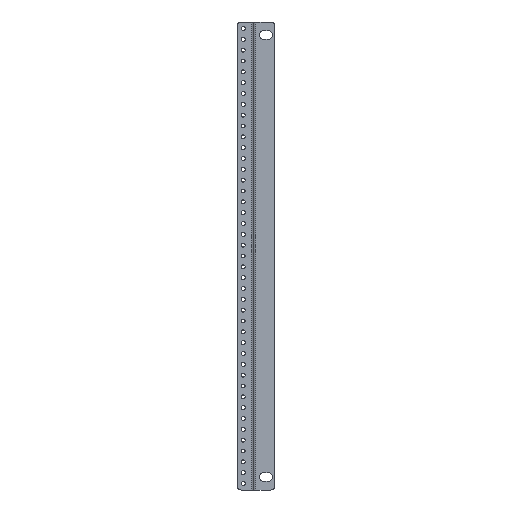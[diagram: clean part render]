
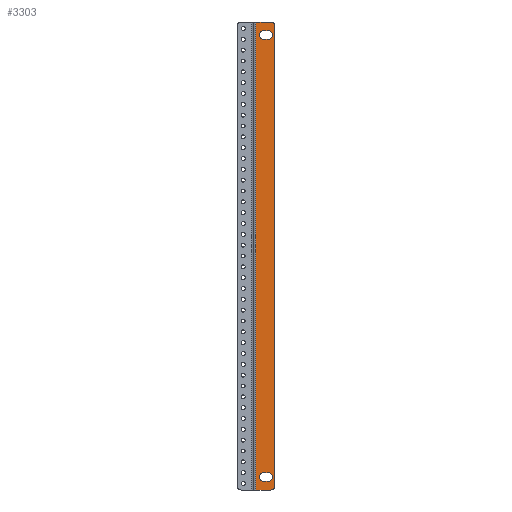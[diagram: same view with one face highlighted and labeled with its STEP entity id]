
A CAD part, front view. The second image highlights one B-rep face of the part: STEP entity #3303.
In plain terms, the highlighted planar face has unit normal (0, -1, 0).
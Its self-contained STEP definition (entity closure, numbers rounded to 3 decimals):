
#46 = VECTOR ( 'NONE', #3584, 1000. ) ;
#78 = LINE ( 'NONE', #778, #1430 ) ;
#114 = DIRECTION ( 'NONE',  ( 0., -1., 0. ) ) ;
#187 = CARTESIAN_POINT ( 'NONE',  ( 33.5, -20., -265. ) ) ;
#206 = CIRCLE ( 'NONE', #1041, 5. ) ;
#208 = VERTEX_POINT ( 'NONE', #3615 ) ;
#216 = CARTESIAN_POINT ( 'NONE',  ( 33.5, -20., -265. ) ) ;
#254 = LINE ( 'NONE', #3881, #1699 ) ;
#274 = CARTESIAN_POINT ( 'NONE',  ( 33.5, -20., 265. ) ) ;
#295 = PLANE ( 'NONE',  #1996 ) ;
#359 = ORIENTED_EDGE ( 'NONE', *, *, #1757, .T. ) ;
#421 = DIRECTION ( 'NONE',  ( -1., 0., 0. ) ) ;
#503 = ORIENTED_EDGE ( 'NONE', *, *, #2475, .F. ) ;
#508 = CARTESIAN_POINT ( 'NONE',  ( 28.5, -20., 270. ) ) ;
#512 = ORIENTED_EDGE ( 'NONE', *, *, #2352, .F. ) ;
#545 = VERTEX_POINT ( 'NONE', #1063 ) ;
#608 = DIRECTION ( 'NONE',  ( 1., 0., 0. ) ) ;
#665 = VERTEX_POINT ( 'NONE', #984 ) ;
#725 = ORIENTED_EDGE ( 'NONE', *, *, #3475, .T. ) ;
#748 = VECTOR ( 'NONE', #421, 1000. ) ;
#756 = DIRECTION ( 'NONE',  ( 0., 0., 1. ) ) ;
#778 = CARTESIAN_POINT ( 'NONE',  ( 0., -20., 270. ) ) ;
#779 = VERTEX_POINT ( 'NONE', #2566 ) ;
#800 = DIRECTION ( 'NONE',  ( 0., 1., 0. ) ) ;
#839 = CARTESIAN_POINT ( 'NONE',  ( 28.5, -20., 270. ) ) ;
#906 = VECTOR ( 'NONE', #1706, 1000. ) ;
#909 = ORIENTED_EDGE ( 'NONE', *, *, #3077, .T. ) ;
#936 = DIRECTION ( 'NONE',  ( 1., 0., 0. ) ) ;
#963 = LINE ( 'NONE', #3906, #3374 ) ;
#965 = DIRECTION ( 'NONE',  ( 0., 0., 1. ) ) ;
#984 = CARTESIAN_POINT ( 'NONE',  ( 20.7, -20., 250. ) ) ;
#993 = ORIENTED_EDGE ( 'NONE', *, *, #1399, .T. ) ;
#1036 = CARTESIAN_POINT ( 'NONE',  ( 20.7, -20., 260. ) ) ;
#1041 = AXIS2_PLACEMENT_3D ( 'NONE', #1760, #1414, #756 ) ;
#1063 = CARTESIAN_POINT ( 'NONE',  ( 25.7, -20., -260. ) ) ;
#1087 = EDGE_CURVE ( 'NONE', #2383, #665, #2219, .T. ) ;
#1137 = DIRECTION ( 'NONE',  ( 0., 0., 1. ) ) ;
#1230 = VECTOR ( 'NONE', #2271, 1000. ) ;
#1398 = EDGE_LOOP ( 'NONE', ( #3986, #1968, #725, #1403, #359, #503 ) ) ;
#1399 = EDGE_CURVE ( 'NONE', #1645, #3773, #254, .T. ) ;
#1403 = ORIENTED_EDGE ( 'NONE', *, *, #3143, .T. ) ;
#1414 = DIRECTION ( 'NONE',  ( 0., 1., 0. ) ) ;
#1430 = VECTOR ( 'NONE', #3398, 1000. ) ;
#1455 = VERTEX_POINT ( 'NONE', #1891 ) ;
#1457 = LINE ( 'NONE', #3015, #748 ) ;
#1462 = VERTEX_POINT ( 'NONE', #187 ) ;
#1472 = B_SPLINE_CURVE_WITH_KNOTS ( 'NONE', 3,
 ( #274, #2163, #2535, #508 ),
 .UNSPECIFIED., .F., .F.,
 ( 4, 4 ),
 ( 0., 1. ),
 .UNSPECIFIED. ) ;
#1486 = CARTESIAN_POINT ( 'NONE',  ( 11.5, -20., 270. ) ) ;
#1506 = EDGE_CURVE ( 'NONE', #1455, #1462, #3504, .T. ) ;
#1577 = CARTESIAN_POINT ( 'NONE',  ( 11.5, -20., 270. ) ) ;
#1645 = VERTEX_POINT ( 'NONE', #1036 ) ;
#1650 = CARTESIAN_POINT ( 'NONE',  ( 33.5, -20., 0. ) ) ;
#1657 = CIRCLE ( 'NONE', #1790, 5. ) ;
#1687 = EDGE_CURVE ( 'NONE', #3914, #3423, #1457, .T. ) ;
#1699 = VECTOR ( 'NONE', #936, 1000. ) ;
#1706 = DIRECTION ( 'NONE',  ( 0., 0., 1. ) ) ;
#1757 = EDGE_CURVE ( 'NONE', #3631, #2781, #78, .T. ) ;
#1760 = CARTESIAN_POINT ( 'NONE',  ( 25.7, -20., 255. ) ) ;
#1790 = AXIS2_PLACEMENT_3D ( 'NONE', #2429, #800, #2101 ) ;
#1805 = ORIENTED_EDGE ( 'NONE', *, *, #2189, .F. ) ;
#1891 = CARTESIAN_POINT ( 'NONE',  ( 28.5, -20., -270. ) ) ;
#1928 = FACE_BOUND ( 'NONE', #3068, .T. ) ;
#1968 = ORIENTED_EDGE ( 'NONE', *, *, #1506, .T. ) ;
#1985 = VECTOR ( 'NONE', #965, 1000. ) ;
#1996 = AXIS2_PLACEMENT_3D ( 'NONE', #2929, #4240, #3221 ) ;
#2061 = EDGE_LOOP ( 'NONE', ( #2591, #3267, #993, #909 ) ) ;
#2101 = DIRECTION ( 'NONE',  ( 0., 0., 1. ) ) ;
#2156 = CARTESIAN_POINT ( 'NONE',  ( 25.7, -20., -255. ) ) ;
#2163 = CARTESIAN_POINT ( 'NONE',  ( 33.5, -20., 268.333 ) ) ;
#2168 = CARTESIAN_POINT ( 'NONE',  ( 33.5, -20., -268.333 ) ) ;
#2181 = CARTESIAN_POINT ( 'NONE',  ( 20.7, -20., -250. ) ) ;
#2189 = EDGE_CURVE ( 'NONE', #3423, #779, #2607, .T. ) ;
#2205 = DIRECTION ( 'NONE',  ( 0., -1., 0. ) ) ;
#2219 = LINE ( 'NONE', #3557, #46 ) ;
#2271 = DIRECTION ( 'NONE',  ( 1., 0., 0. ) ) ;
#2323 = ORIENTED_EDGE ( 'NONE', *, *, #2519, .F. ) ;
#2352 = EDGE_CURVE ( 'NONE', #545, #3914, #2402, .T. ) ;
#2383 = VERTEX_POINT ( 'NONE', #3437 ) ;
#2402 = CIRCLE ( 'NONE', #2544, 5. ) ;
#2429 = CARTESIAN_POINT ( 'NONE',  ( 20.7, -20., 255. ) ) ;
#2475 = EDGE_CURVE ( 'NONE', #2598, #2781, #2922, .T. ) ;
#2500 = CARTESIAN_POINT ( 'NONE',  ( 28.5, -20., -270. ) ) ;
#2519 = EDGE_CURVE ( 'NONE', #779, #545, #4233, .T. ) ;
#2535 = CARTESIAN_POINT ( 'NONE',  ( 31.833, -20., 270. ) ) ;
#2544 = AXIS2_PLACEMENT_3D ( 'NONE', #2156, #2205, #4168 ) ;
#2566 = CARTESIAN_POINT ( 'NONE',  ( 20.7, -20., -260. ) ) ;
#2580 = FACE_OUTER_BOUND ( 'NONE', #1398, .T. ) ;
#2591 = ORIENTED_EDGE ( 'NONE', *, *, #1087, .T. ) ;
#2598 = VERTEX_POINT ( 'NONE', #3613 ) ;
#2607 = CIRCLE ( 'NONE', #3573, 5. ) ;
#2781 = VERTEX_POINT ( 'NONE', #1486 ) ;
#2922 = LINE ( 'NONE', #1577, #1985 ) ;
#2929 = CARTESIAN_POINT ( 'NONE',  ( 0., -20., 0. ) ) ;
#2965 = CARTESIAN_POINT ( 'NONE',  ( 25.7, -20., -250. ) ) ;
#3009 = CARTESIAN_POINT ( 'NONE',  ( 20.7, -20., -255. ) ) ;
#3015 = CARTESIAN_POINT ( 'NONE',  ( 0., -20., -250. ) ) ;
#3068 = EDGE_LOOP ( 'NONE', ( #1805, #3217, #512, #2323 ) ) ;
#3077 = EDGE_CURVE ( 'NONE', #3773, #2383, #206, .T. ) ;
#3118 = EDGE_CURVE ( 'NONE', #665, #1645, #1657, .T. ) ;
#3143 = EDGE_CURVE ( 'NONE', #208, #3631, #1472, .T. ) ;
#3155 = CARTESIAN_POINT ( 'NONE',  ( 25.7, -20., 260. ) ) ;
#3217 = ORIENTED_EDGE ( 'NONE', *, *, #1687, .F. ) ;
#3221 = DIRECTION ( 'NONE',  ( 0., 0., 1. ) ) ;
#3248 = FACE_BOUND ( 'NONE', #2061, .T. ) ;
#3267 = ORIENTED_EDGE ( 'NONE', *, *, #3118, .T. ) ;
#3303 = ADVANCED_FACE ( 'NONE', ( #2580, #3248, #1928 ), #295, .F. ) ;
#3374 = VECTOR ( 'NONE', #608, 1000. ) ;
#3398 = DIRECTION ( 'NONE',  ( -1., 0., 0. ) ) ;
#3423 = VERTEX_POINT ( 'NONE', #2181 ) ;
#3437 = CARTESIAN_POINT ( 'NONE',  ( 25.7, -20., 250. ) ) ;
#3475 = EDGE_CURVE ( 'NONE', #1462, #208, #3636, .T. ) ;
#3504 = B_SPLINE_CURVE_WITH_KNOTS ( 'NONE', 3,
 ( #2500, #3800, #2168, #216 ),
 .UNSPECIFIED., .F., .F.,
 ( 4, 4 ),
 ( 0., 1. ),
 .UNSPECIFIED. ) ;
#3557 = CARTESIAN_POINT ( 'NONE',  ( 0., -20., 250. ) ) ;
#3573 = AXIS2_PLACEMENT_3D ( 'NONE', #3009, #114, #1137 ) ;
#3584 = DIRECTION ( 'NONE',  ( -1., 0., 0. ) ) ;
#3613 = CARTESIAN_POINT ( 'NONE',  ( 11.5, -20., -270. ) ) ;
#3615 = CARTESIAN_POINT ( 'NONE',  ( 33.5, -20., 265. ) ) ;
#3631 = VERTEX_POINT ( 'NONE', #839 ) ;
#3636 = LINE ( 'NONE', #1650, #906 ) ;
#3761 = EDGE_CURVE ( 'NONE', #2598, #1455, #963, .T. ) ;
#3773 = VERTEX_POINT ( 'NONE', #3155 ) ;
#3800 = CARTESIAN_POINT ( 'NONE',  ( 31.833, -20., -270. ) ) ;
#3881 = CARTESIAN_POINT ( 'NONE',  ( 0., -20., 260. ) ) ;
#3906 = CARTESIAN_POINT ( 'NONE',  ( 0., -20., -270. ) ) ;
#3914 = VERTEX_POINT ( 'NONE', #2965 ) ;
#3986 = ORIENTED_EDGE ( 'NONE', *, *, #3761, .T. ) ;
#4168 = DIRECTION ( 'NONE',  ( 0., 0., 1. ) ) ;
#4215 = CARTESIAN_POINT ( 'NONE',  ( 0., -20., -260. ) ) ;
#4233 = LINE ( 'NONE', #4215, #1230 ) ;
#4240 = DIRECTION ( 'NONE',  ( 0., 1., 0. ) ) ;
